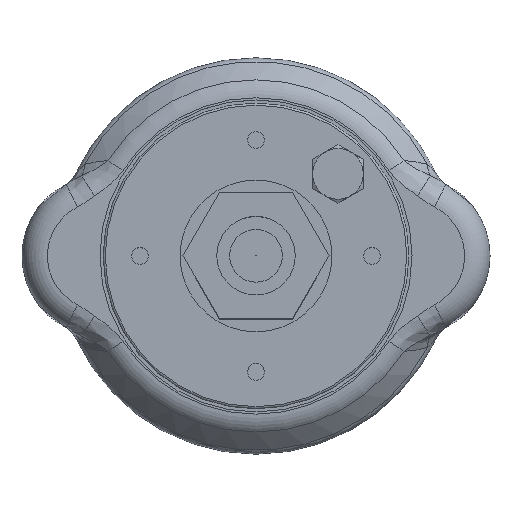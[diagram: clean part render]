
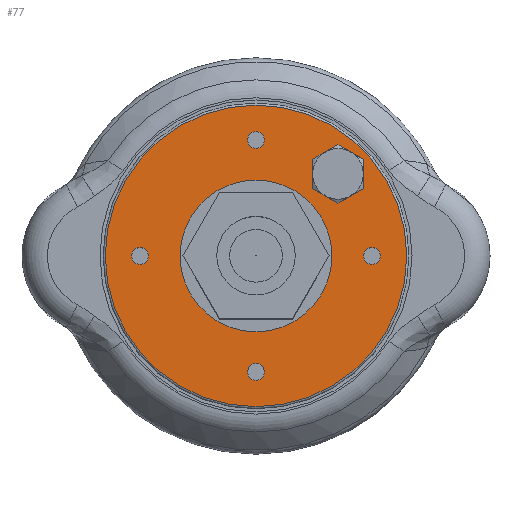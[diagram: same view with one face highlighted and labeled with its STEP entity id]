
A CAD part, top view. The second image highlights one B-rep face of the part: STEP entity #77.
In plain terms, the highlighted planar face has unit normal (0, 0, 1).
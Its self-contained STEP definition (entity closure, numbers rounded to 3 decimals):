
#77 = ADVANCED_FACE( '', ( #209, #210, #211, #212, #213, #214, #215 ), #216, .F. );
#209 = FACE_BOUND( '', #521, .T. );
#210 = FACE_BOUND( '', #522, .T. );
#211 = FACE_BOUND( '', #523, .T. );
#212 = FACE_BOUND( '', #524, .T. );
#213 = FACE_BOUND( '', #525, .T. );
#214 = FACE_OUTER_BOUND( '', #526, .T. );
#215 = FACE_BOUND( '', #527, .T. );
#216 = PLANE( '', #528 );
#521 = EDGE_LOOP( '', ( #2235 ) );
#522 = EDGE_LOOP( '', ( #2236 ) );
#523 = EDGE_LOOP( '', ( #2237 ) );
#524 = EDGE_LOOP( '', ( #2238 ) );
#525 = EDGE_LOOP( '', ( #2239 ) );
#526 = EDGE_LOOP( '', ( #2240 ) );
#527 = EDGE_LOOP( '', ( #2241 ) );
#528 = AXIS2_PLACEMENT_3D( '', #2242, #2243, #2244 );
#2235 = ORIENTED_EDGE( '', *, *, #3076, .T. );
#2236 = ORIENTED_EDGE( '', *, *, #3077, .T. );
#2237 = ORIENTED_EDGE( '', *, *, #3078, .T. );
#2238 = ORIENTED_EDGE( '', *, *, #3079, .T. );
#2239 = ORIENTED_EDGE( '', *, *, #3080, .F. );
#2240 = ORIENTED_EDGE( '', *, *, #3081, .T. );
#2241 = ORIENTED_EDGE( '', *, *, #3082, .F. );
#2242 = CARTESIAN_POINT( '', ( 0., 0., -7. ) );
#2243 = DIRECTION( '', ( 0., 0., -1. ) );
#2244 = DIRECTION( '', ( -1., 0., 0. ) );
#3076 = EDGE_CURVE( '', #3327, #3327, #3328, .T. );
#3077 = EDGE_CURVE( '', #3329, #3329, #3330, .T. );
#3078 = EDGE_CURVE( '', #3331, #3331, #3332, .T. );
#3079 = EDGE_CURVE( '', #3333, #3333, #3334, .T. );
#3080 = EDGE_CURVE( '', #3335, #3335, #3336, .T. );
#3081 = EDGE_CURVE( '', #3337, #3337, #3338, .F. );
#3082 = EDGE_CURVE( '', #3339, #3339, #3340, .F. );
#3327 = VERTEX_POINT( '', #3751 );
#3328 = CIRCLE( '', #3752, 2. );
#3329 = VERTEX_POINT( '', #3753 );
#3330 = CIRCLE( '', #3754, 2. );
#3331 = VERTEX_POINT( '', #3755 );
#3332 = CIRCLE( '', #3756, 2. );
#3333 = VERTEX_POINT( '', #3757 );
#3334 = CIRCLE( '', #3758, 2. );
#3335 = VERTEX_POINT( '', #3759 );
#3336 = CIRCLE( '', #3760, 18. );
#3337 = VERTEX_POINT( '', #3761 );
#3338 = CIRCLE( '', #3762, 35.75 );
#3339 = VERTEX_POINT( '', #3763 );
#3340 = CIRCLE( '', #3764, 5.5 );
#3751 = CARTESIAN_POINT( '', ( 0., -29.5, -7. ) );
#3752 = AXIS2_PLACEMENT_3D( '', #5265, #5266, #5267 );
#3753 = CARTESIAN_POINT( '', ( 0., 25.5, -7. ) );
#3754 = AXIS2_PLACEMENT_3D( '', #5268, #5269, #5270 );
#3755 = CARTESIAN_POINT( '', ( 27.5, -2., -7. ) );
#3756 = AXIS2_PLACEMENT_3D( '', #5271, #5272, #5273 );
#3757 = CARTESIAN_POINT( '', ( -27.5, -2., -7. ) );
#3758 = AXIS2_PLACEMENT_3D( '', #5274, #5275, #5276 );
#3759 = CARTESIAN_POINT( '', ( 18., 0., -7. ) );
#3760 = AXIS2_PLACEMENT_3D( '', #5277, #5278, #5279 );
#3761 = CARTESIAN_POINT( '', ( -35.75, 0., -7. ) );
#3762 = AXIS2_PLACEMENT_3D( '', #5280, #5281, #5282 );
#3763 = CARTESIAN_POINT( '', ( 13.945, 19.445, -7. ) );
#3764 = AXIS2_PLACEMENT_3D( '', #5283, #5284, #5285 );
#5265 = CARTESIAN_POINT( '', ( 0., -27.5, -7. ) );
#5266 = DIRECTION( '', ( 0., 0., -1. ) );
#5267 = DIRECTION( '', ( 0., -1., 0. ) );
#5268 = CARTESIAN_POINT( '', ( 0., 27.5, -7. ) );
#5269 = DIRECTION( '', ( 0., 0., -1. ) );
#5270 = DIRECTION( '', ( 0., -1., 0. ) );
#5271 = CARTESIAN_POINT( '', ( 27.5, 0., -7. ) );
#5272 = DIRECTION( '', ( 0., 0., -1. ) );
#5273 = DIRECTION( '', ( 0., -1., 0. ) );
#5274 = CARTESIAN_POINT( '', ( -27.5, 0., -7. ) );
#5275 = DIRECTION( '', ( 0., 0., -1. ) );
#5276 = DIRECTION( '', ( 0., -1., 0. ) );
#5277 = CARTESIAN_POINT( '', ( 0., 0., -7. ) );
#5278 = DIRECTION( '', ( 0., 0., 1. ) );
#5279 = DIRECTION( '', ( 1., 0., 0. ) );
#5280 = CARTESIAN_POINT( '', ( 0., 0., -7. ) );
#5281 = DIRECTION( '', ( 0., 0., -1. ) );
#5282 = DIRECTION( '', ( -1., 0., 0. ) );
#5283 = CARTESIAN_POINT( '', ( 19.445, 19.445, -7. ) );
#5284 = DIRECTION( '', ( 0., 0., -1. ) );
#5285 = DIRECTION( '', ( -1., 0., 0. ) );
